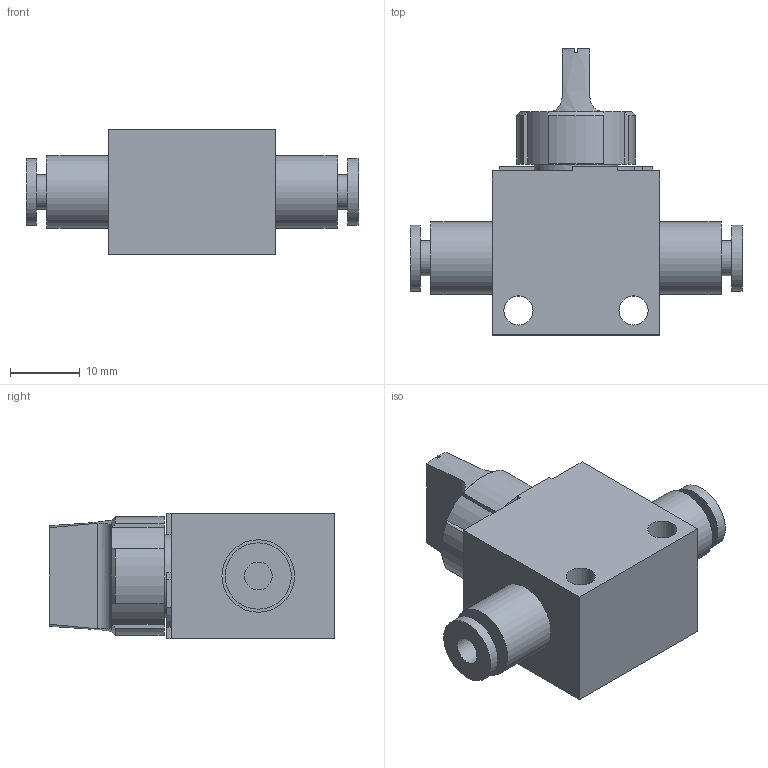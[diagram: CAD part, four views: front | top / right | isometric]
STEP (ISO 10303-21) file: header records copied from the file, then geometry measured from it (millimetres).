
FILE_DESCRIPTION( ( 'STEP AP214' ), '1' );
FILE_NAME( 'VHK2-04F-04F.stp', '2022-05-26T09:15:24', ( 'License CC BY-ND 4.0' ), ( 'CADENAS' ), ' ', 'PARTsolutions', ' ' );
FILE_SCHEMA( ( 'AUTOMOTIVE_DESIGN { 1 0 10303 214 1 1 1 1 }' ) );
Length unit declared in the file: millimetre
Products named in the file (3): VHK2-04F-04F; _VHK2-04F-04F_BODY; _24316_2
Assembly tree (2 placements, depth 2):
  VHK2-04F-04F
    _VHK2-04F-04F_BODY
    _24316_2
Bounding box: 47.6 x 41 x 18 mm (x, y, z)
Volume: 13388.6 mm3; surface area: 5785.6 mm2
Topology: 2 solids, 2 shells, 79 faces, 187 edges, 120 vertices
Faces by surface type: plane 50, cylinder 23, cone 6
Full cylindrical faces by diameter (mm): 4 x2, 4.2 x2, 5 x2, 9.5 x2, 10.4 x2, 12 x1
Entity records: 1752 total; most frequent: ORIENTED_EDGE 346, CARTESIAN_POINT 325, EDGE_CURVE 173, VERTEX_POINT 117, AXIS2_PLACEMENT_3D 106, EDGE_LOOP 102, LINE 96, FACE_OUTER_BOUND 90
